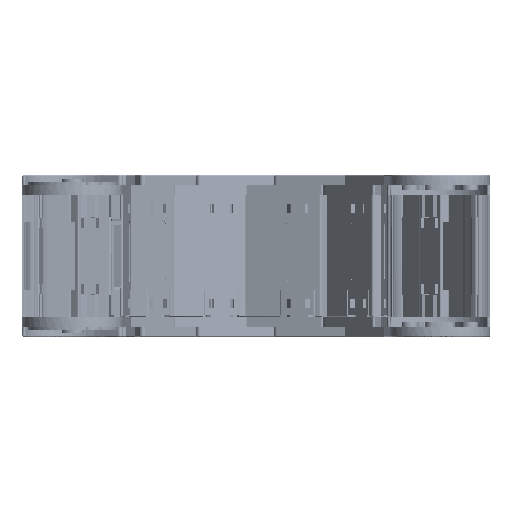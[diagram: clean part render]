
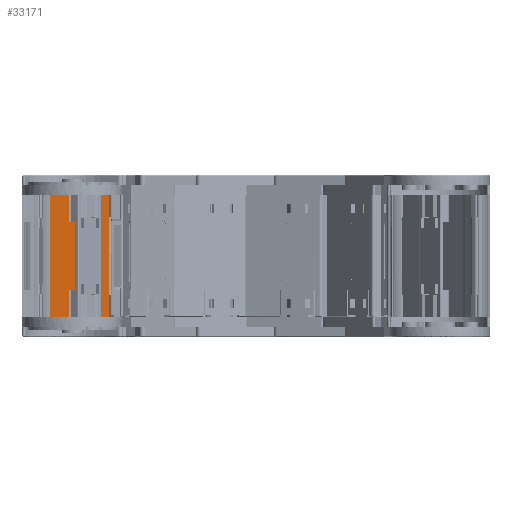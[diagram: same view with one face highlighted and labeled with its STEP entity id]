
A CAD part, left-side view. The second image highlights one B-rep face of the part: STEP entity #33171.
In plain terms, the highlighted face is planar.
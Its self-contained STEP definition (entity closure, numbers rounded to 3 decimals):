
#157 = VERTEX_POINT ( 'NONE', #2150 ) ;
#180 = ORIENTED_EDGE ( 'NONE', *, *, #5102, .T. ) ;
#573 = VERTEX_POINT ( 'NONE', #18438 ) ;
#884 = LINE ( 'NONE', #15587, #6807 ) ;
#1868 = EDGE_CURVE ( 'NONE', #21806, #35798, #34945, .T. ) ;
#2150 = CARTESIAN_POINT ( 'NONE',  ( 18.49, -39.416, -172.735 ) ) ;
#2437 = VECTOR ( 'NONE', #24832, 1000. ) ;
#2772 = CARTESIAN_POINT ( 'NONE',  ( 24.49, -39.416, -195.455 ) ) ;
#3130 = VERTEX_POINT ( 'NONE', #35137 ) ;
#3208 = DIRECTION ( 'NONE',  ( 0., 0., -1. ) ) ;
#3379 = EDGE_CURVE ( 'NONE', #14000, #14896, #27009, .T. ) ;
#3659 = VERTEX_POINT ( 'NONE', #13984 ) ;
#4109 = LINE ( 'NONE', #25535, #33984 ) ;
#4988 = EDGE_CURVE ( 'NONE', #25679, #157, #23271, .T. ) ;
#5102 = EDGE_CURVE ( 'NONE', #7436, #157, #26937, .T. ) ;
#6147 = LINE ( 'NONE', #2772, #36019 ) ;
#6327 = ORIENTED_EDGE ( 'NONE', *, *, #13409, .F. ) ;
#6807 = VECTOR ( 'NONE', #36341, 1000. ) ;
#6957 = EDGE_LOOP ( 'NONE', ( #17089, #6327, #12649, #28558, #28110, #14450, #10293, #10355, #180, #19476, #18120, #36609 ) ) ;
#6999 = CARTESIAN_POINT ( 'NONE',  ( 24.49, -39.416, -95.055 ) ) ;
#7351 = EDGE_CURVE ( 'NONE', #25679, #3659, #31320, .T. ) ;
#7423 = LINE ( 'NONE', #18027, #17839 ) ;
#7436 = VERTEX_POINT ( 'NONE', #24618 ) ;
#7904 = LINE ( 'NONE', #6999, #2437 ) ;
#8643 = DIRECTION ( 'NONE',  ( -1., 0., 0. ) ) ;
#8900 = CARTESIAN_POINT ( 'NONE',  ( -13.51, -39.416, -117.805 ) ) ;
#9682 = CARTESIAN_POINT ( 'NONE',  ( 43.49, -39.416, -195.455 ) ) ;
#10143 = CARTESIAN_POINT ( 'NONE',  ( 43.49, -39.416, -3.799 ) ) ;
#10155 = CARTESIAN_POINT ( 'NONE',  ( 24.49, -39.416, -95.055 ) ) ;
#10207 = LINE ( 'NONE', #10143, #23340 ) ;
#10293 = ORIENTED_EDGE ( 'NONE', *, *, #31293, .T. ) ;
#10355 = ORIENTED_EDGE ( 'NONE', *, *, #31558, .T. ) ;
#10546 = DIRECTION ( 'NONE',  ( 1., 0., 0. ) ) ;
#12376 = VECTOR ( 'NONE', #32827, 1000. ) ;
#12383 = CARTESIAN_POINT ( 'NONE',  ( -13.51, -39.416, -195.455 ) ) ;
#12395 = FACE_OUTER_BOUND ( 'NONE', #6957, .T. ) ;
#12526 = CARTESIAN_POINT ( 'NONE',  ( 24.49, -39.416, -3.799 ) ) ;
#12649 = ORIENTED_EDGE ( 'NONE', *, *, #3379, .T. ) ;
#12904 = VECTOR ( 'NONE', #34549, 1000. ) ;
#13409 = EDGE_CURVE ( 'NONE', #14000, #3130, #7904, .T. ) ;
#13681 = VECTOR ( 'NONE', #16938, 1000. ) ;
#13984 = CARTESIAN_POINT ( 'NONE',  ( -13.51, -39.416, -195.455 ) ) ;
#14000 = VERTEX_POINT ( 'NONE', #23043 ) ;
#14450 = ORIENTED_EDGE ( 'NONE', *, *, #1868, .F. ) ;
#14896 = VERTEX_POINT ( 'NONE', #8900 ) ;
#15587 = CARTESIAN_POINT ( 'NONE',  ( 24.49, -39.416, -195.455 ) ) ;
#16188 = EDGE_CURVE ( 'NONE', #573, #35798, #22214, .T. ) ;
#16577 = CARTESIAN_POINT ( 'NONE',  ( 18.49, -39.416, -95.055 ) ) ;
#16938 = DIRECTION ( 'NONE',  ( 0., 0., 1. ) ) ;
#17089 = ORIENTED_EDGE ( 'NONE', *, *, #36278, .T. ) ;
#17839 = VECTOR ( 'NONE', #32557, 1000. ) ;
#18027 = CARTESIAN_POINT ( 'NONE',  ( 4.49, -39.416, -117.805 ) ) ;
#18120 = ORIENTED_EDGE ( 'NONE', *, *, #7351, .T. ) ;
#18374 = VECTOR ( 'NONE', #3208, 1000. ) ;
#18438 = CARTESIAN_POINT ( 'NONE',  ( 18.49, -39.416, -117.805 ) ) ;
#18754 = CARTESIAN_POINT ( 'NONE',  ( 24.49, -39.416, -172.735 ) ) ;
#19476 = ORIENTED_EDGE ( 'NONE', *, *, #4988, .F. ) ;
#21327 = DIRECTION ( 'NONE',  ( 0., -1., 0. ) ) ;
#21806 = VERTEX_POINT ( 'NONE', #33071 ) ;
#22214 = LINE ( 'NONE', #16577, #13681 ) ;
#22759 = CARTESIAN_POINT ( 'NONE',  ( 18.49, -39.416, -95.055 ) ) ;
#23043 = CARTESIAN_POINT ( 'NONE',  ( -13.51, -39.416, -95.055 ) ) ;
#23271 = LINE ( 'NONE', #18754, #35514 ) ;
#23340 = VECTOR ( 'NONE', #33296, 1000. ) ;
#24618 = CARTESIAN_POINT ( 'NONE',  ( 18.49, -39.416, -195.455 ) ) ;
#24832 = DIRECTION ( 'NONE',  ( -1., 0., 0. ) ) ;
#25535 = CARTESIAN_POINT ( 'NONE',  ( -33.072, -39.416, -3.799 ) ) ;
#25679 = VERTEX_POINT ( 'NONE', #31612 ) ;
#25921 = CARTESIAN_POINT ( 'NONE',  ( -33.072, -39.416, -195.455 ) ) ;
#26937 = LINE ( 'NONE', #31603, #12904 ) ;
#27009 = LINE ( 'NONE', #36891, #18374 ) ;
#28110 = ORIENTED_EDGE ( 'NONE', *, *, #16188, .T. ) ;
#28558 = ORIENTED_EDGE ( 'NONE', *, *, #32770, .T. ) ;
#30374 = DIRECTION ( 'NONE',  ( -1., 0., 0. ) ) ;
#31293 = EDGE_CURVE ( 'NONE', #21806, #32872, #10207, .T. ) ;
#31320 = LINE ( 'NONE', #12383, #12376 ) ;
#31558 = EDGE_CURVE ( 'NONE', #32872, #7436, #6147, .T. ) ;
#31603 = CARTESIAN_POINT ( 'NONE',  ( 18.49, -39.416, -170.735 ) ) ;
#31612 = CARTESIAN_POINT ( 'NONE',  ( -13.51, -39.416, -172.735 ) ) ;
#31885 = AXIS2_PLACEMENT_3D ( 'NONE', #12526, #21327, #35515 ) ;
#32470 = PLANE ( 'NONE',  #31885 ) ;
#32557 = DIRECTION ( 'NONE',  ( 1., 0., 0. ) ) ;
#32770 = EDGE_CURVE ( 'NONE', #14896, #573, #7423, .T. ) ;
#32827 = DIRECTION ( 'NONE',  ( 0., 0., -1. ) ) ;
#32872 = VERTEX_POINT ( 'NONE', #9682 ) ;
#33071 = CARTESIAN_POINT ( 'NONE',  ( 43.49, -39.416, -95.055 ) ) ;
#33171 = ADVANCED_FACE ( 'NONE', ( #12395 ), #32470, .F. ) ;
#33296 = DIRECTION ( 'NONE',  ( 0., 0., -1. ) ) ;
#33570 = VECTOR ( 'NONE', #30374, 1000. ) ;
#33984 = VECTOR ( 'NONE', #37523, 1000. ) ;
#34549 = DIRECTION ( 'NONE',  ( 0., 0., 1. ) ) ;
#34945 = LINE ( 'NONE', #10155, #33570 ) ;
#35137 = CARTESIAN_POINT ( 'NONE',  ( -33.072, -39.416, -95.055 ) ) ;
#35514 = VECTOR ( 'NONE', #10546, 1000. ) ;
#35515 = DIRECTION ( 'NONE',  ( -1., 0., 0. ) ) ;
#35798 = VERTEX_POINT ( 'NONE', #22759 ) ;
#36019 = VECTOR ( 'NONE', #8643, 1000. ) ;
#36241 = VERTEX_POINT ( 'NONE', #25921 ) ;
#36278 = EDGE_CURVE ( 'NONE', #36241, #3130, #4109, .T. ) ;
#36341 = DIRECTION ( 'NONE',  ( -1., 0., 0. ) ) ;
#36431 = EDGE_CURVE ( 'NONE', #3659, #36241, #884, .T. ) ;
#36609 = ORIENTED_EDGE ( 'NONE', *, *, #36431, .T. ) ;
#36891 = CARTESIAN_POINT ( 'NONE',  ( -13.51, -39.416, -119.805 ) ) ;
#37523 = DIRECTION ( 'NONE',  ( 0., 0., 1. ) ) ;
